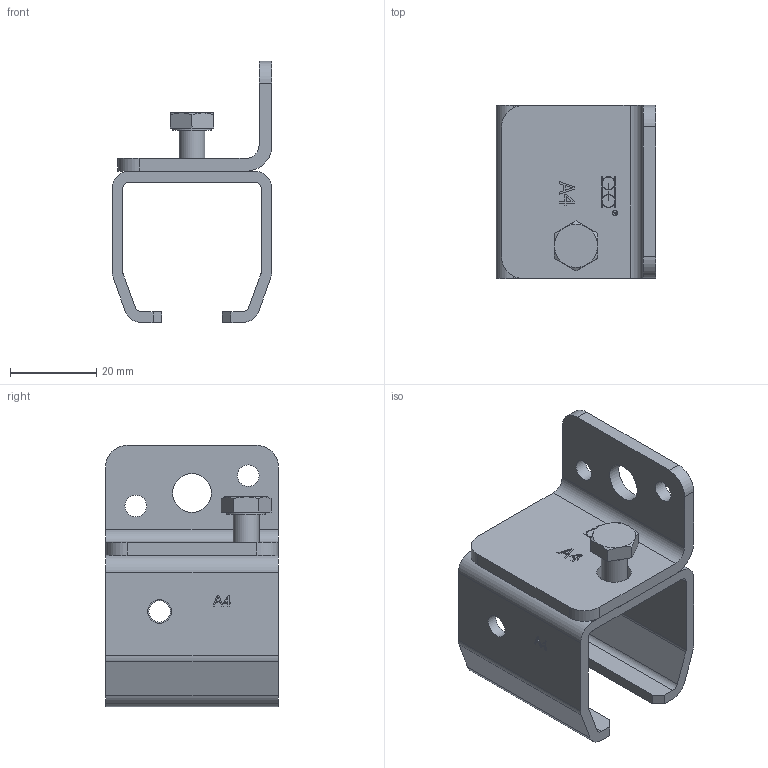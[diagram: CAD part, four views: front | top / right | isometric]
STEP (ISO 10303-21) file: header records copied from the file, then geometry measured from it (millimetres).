
FILE_DESCRIPTION(/* description */ ('Support Fixation Murale'),/* implementation_level */ '2;1');
FILE_NAME(/* name */ '9018VXA4.stp',/* time_stamp */ '2019-08-23T08:50:59+02:00',/* author */ ('Florian'),/* organization */ (''),/* preprocessor_version */ 'ST-DEVELOPER v17.2',/* originating_system */ 'Autodesk Inventor 2019',/* authorisation */ '');
FILE_SCHEMA (('AUTOMOTIVE_DESIGN { 1 0 10303 214 3 1 1 }'));
Length unit declared in the file: millimetre
Products named in the file (4): 9018VXA4; 18374; 18386; 04018
Assembly tree (3 placements, depth 2):
  9018VXA4
    18374
    18386
    04018
Bounding box: 37 x 40 x 60.4 mm (x, y, z)
Volume: 17789.2 mm3; surface area: 15082 mm2
Topology: 3 solids, 3 shells, 242 faces, 632 edges, 424 vertices
Faces by surface type: plane 178, cylinder 52, cone 7, sphere 3, bspline 2
Full cylindrical faces by diameter (mm): 1.151 x2, 1.25 x2, 4.917 x2, 5 x2, 5.5 x2, 6 x1, 8 x1, 8.88 x1, 9 x1
Entity records: 7595 total; most frequent: CARTESIAN_POINT 1346, ORIENTED_EDGE 1258, DIRECTION 1239, EDGE_CURVE 629, LINE 481, VECTOR 481, VERTEX_POINT 424, AXIS2_PLACEMENT_3D 379
